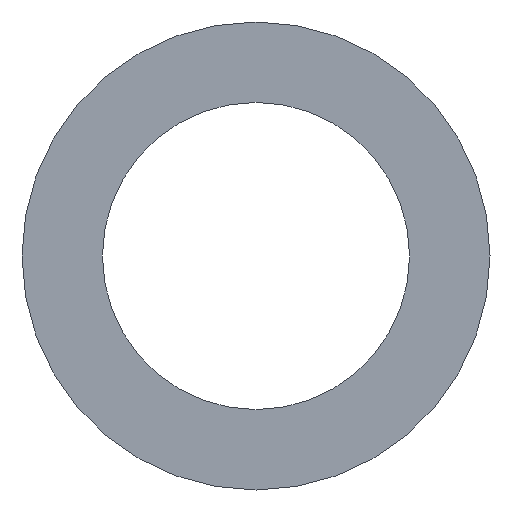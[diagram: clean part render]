
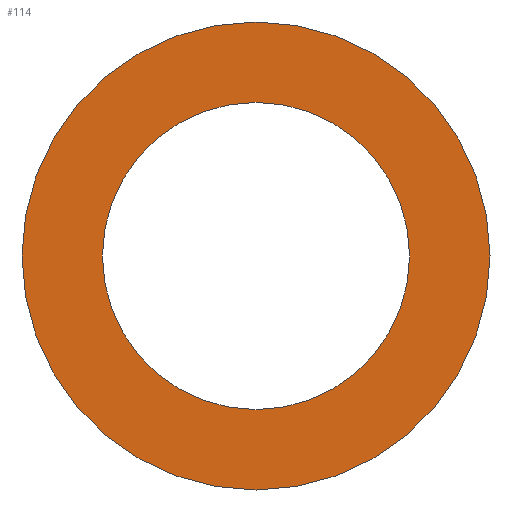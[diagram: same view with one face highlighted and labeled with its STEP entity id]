
A CAD part, left-side view. The second image highlights one B-rep face of the part: STEP entity #114.
In plain terms, the highlighted planar face has unit normal (-1, 0, 0).
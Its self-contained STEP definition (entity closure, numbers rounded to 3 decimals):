
#100 = VERTEX_POINT( '', #215 );
#102 = EDGE_CURVE( '', #136, #100, #217, .T. );
#104 = VERTEX_POINT( '', #219 );
#106 = VERTEX_POINT( '', #221 );
#114 = ADVANCED_FACE( '', ( #229, #230 ), #231, .T. );
#132 = EDGE_CURVE( '', #100, #136, #252, .T. );
#136 = VERTEX_POINT( '', #257 );
#140 = EDGE_CURVE( '', #106, #104, #261, .T. );
#160 = EDGE_CURVE( '', #104, #106, #286, .T. );
#215 = CARTESIAN_POINT( '', ( -92., 61.7, 0. ) );
#217 = CIRCLE( '', #347, 61.7 );
#219 = CARTESIAN_POINT( '', ( -92., -94., 0. ) );
#221 = CARTESIAN_POINT( '', ( -92., 94., 0. ) );
#229 = FACE_BOUND( '', #360, .T. );
#230 = FACE_OUTER_BOUND( '', #361, .T. );
#231 = PLANE( '', #362 );
#252 = CIRCLE( '', #387, 61.7 );
#257 = CARTESIAN_POINT( '', ( -92., -61.7, 0. ) );
#261 = CIRCLE( '', #398, 94. );
#286 = CIRCLE( '', #428, 94. );
#347 = AXIS2_PLACEMENT_3D( '', #482, #483, #484 );
#360 = EDGE_LOOP( '', ( #489, #490 ) );
#361 = EDGE_LOOP( '', ( #491, #492 ) );
#362 = AXIS2_PLACEMENT_3D( '', #493, #494, #495 );
#387 = AXIS2_PLACEMENT_3D( '', #524, #525, #526 );
#398 = AXIS2_PLACEMENT_3D( '', #538, #539, #540 );
#428 = AXIS2_PLACEMENT_3D( '', #572, #573, #574 );
#482 = CARTESIAN_POINT( '', ( -92., 0., 0. ) );
#483 = DIRECTION( '', ( -1., 0., 0. ) );
#484 = DIRECTION( '', ( 0., 1., 0. ) );
#489 = ORIENTED_EDGE( '', *, *, #132, .F. );
#490 = ORIENTED_EDGE( '', *, *, #102, .F. );
#491 = ORIENTED_EDGE( '', *, *, #140, .T. );
#492 = ORIENTED_EDGE( '', *, *, #160, .T. );
#493 = CARTESIAN_POINT( '', ( -92., 77.85, 0. ) );
#494 = DIRECTION( '', ( -1., 0., 0. ) );
#495 = DIRECTION( '', ( 0., 1., 0. ) );
#524 = CARTESIAN_POINT( '', ( -92., 0., 0. ) );
#525 = DIRECTION( '', ( -1., 0., 0. ) );
#526 = DIRECTION( '', ( 0., 1., 0. ) );
#538 = CARTESIAN_POINT( '', ( -92., 0., 0. ) );
#539 = DIRECTION( '', ( -1., 0., 0. ) );
#540 = DIRECTION( '', ( 0., 1., 0. ) );
#572 = CARTESIAN_POINT( '', ( -92., 0., 0. ) );
#573 = DIRECTION( '', ( -1., 0., 0. ) );
#574 = DIRECTION( '', ( 0., 1., 0. ) );
